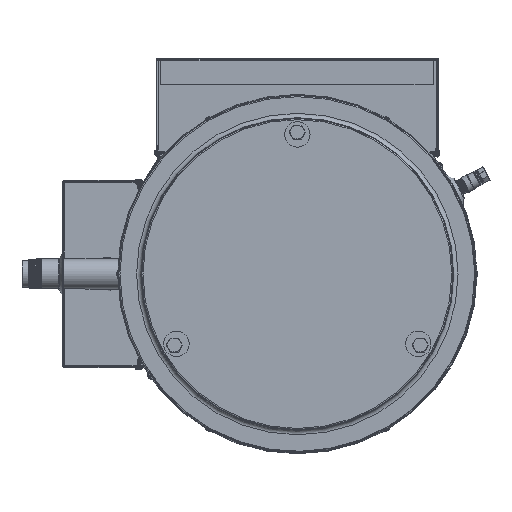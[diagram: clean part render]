
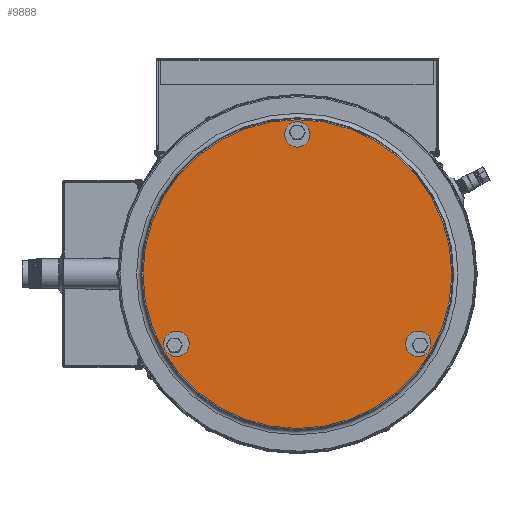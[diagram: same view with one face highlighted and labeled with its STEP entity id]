
A CAD part, front view. The second image highlights one B-rep face of the part: STEP entity #9888.
In plain terms, the highlighted planar face has unit normal (0, -1, 0).
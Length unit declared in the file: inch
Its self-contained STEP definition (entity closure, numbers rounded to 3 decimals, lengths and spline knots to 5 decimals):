
#928 = EDGE_CURVE ( 'NONE', #111395, #111395, #4324, .T. ) ;
#4324 = CIRCLE ( 'NONE', #76297, 1. ) ;
#7178 = EDGE_CURVE ( 'NONE', #155622, #155622, #72970, .T. ) ;
#7584 = CIRCLE ( 'NONE', #48718, 12.16318 ) ;
#9888 = ADVANCED_FACE ( 'NONE', ( #150452, #89918, #14325, #114158 ), #65009, .T. ) ;
#12510 = EDGE_LOOP ( 'NONE', ( #19865 ) ) ;
#14325 = FACE_BOUND ( 'NONE', #141389, .T. ) ;
#16392 = DIRECTION ( 'NONE',  ( 0., 1., 0. ) ) ;
#18725 = VERTEX_POINT ( 'NONE', #142692 ) ;
#19865 = ORIENTED_EDGE ( 'NONE', *, *, #82327, .T. ) ;
#26003 = AXIS2_PLACEMENT_3D ( 'NONE', #42127, #16392, #103374 ) ;
#31685 = ORIENTED_EDGE ( 'NONE', *, *, #928, .T. ) ;
#40048 = DIRECTION ( 'NONE',  ( 0., -1., 0. ) ) ;
#40619 = DIRECTION ( 'NONE',  ( 0., 0., 1. ) ) ;
#42127 = CARTESIAN_POINT ( 'NONE',  ( -9.52628, 1.4701, -5.5 ) ) ;
#48718 = AXIS2_PLACEMENT_3D ( 'NONE', #115506, #64787, #40619 ) ;
#50248 = CARTESIAN_POINT ( 'NONE',  ( 9.52628, 1.4701, -4.5 ) ) ;
#57436 = AXIS2_PLACEMENT_3D ( 'NONE', #73364, #122475, #100723 ) ;
#64787 = DIRECTION ( 'NONE',  ( 0., -1., 0. ) ) ;
#65009 = PLANE ( 'NONE',  #138976 ) ;
#67386 = EDGE_LOOP ( 'NONE', ( #31685 ) ) ;
#68355 = ORIENTED_EDGE ( 'NONE', *, *, #137445, .T. ) ;
#72970 = CIRCLE ( 'NONE', #57436, 1. ) ;
#73364 = CARTESIAN_POINT ( 'NONE',  ( 0., 1.4701, 11. ) ) ;
#76297 = AXIS2_PLACEMENT_3D ( 'NONE', #148151, #121525, #86845 ) ;
#82327 = EDGE_CURVE ( 'NONE', #18725, #18725, #136475, .T. ) ;
#86845 = DIRECTION ( 'NONE',  ( 0., 0., 1. ) ) ;
#89139 = DIRECTION ( 'NONE',  ( 0., 0., 1. ) ) ;
#89918 = FACE_BOUND ( 'NONE', #12510, .T. ) ;
#93567 = VERTEX_POINT ( 'NONE', #144316 ) ;
#94338 = CARTESIAN_POINT ( 'NONE',  ( 0., 1.4701, 12. ) ) ;
#98899 = ORIENTED_EDGE ( 'NONE', *, *, #7178, .T. ) ;
#100723 = DIRECTION ( 'NONE',  ( 0., 0., 1. ) ) ;
#103374 = DIRECTION ( 'NONE',  ( 0., 0., 1. ) ) ;
#111395 = VERTEX_POINT ( 'NONE', #50248 ) ;
#114158 = FACE_OUTER_BOUND ( 'NONE', #134043, .T. ) ;
#115506 = CARTESIAN_POINT ( 'NONE',  ( 0., 1.4701, 0. ) ) ;
#121525 = DIRECTION ( 'NONE',  ( 0., 1., 0. ) ) ;
#122475 = DIRECTION ( 'NONE',  ( 0., 1., 0. ) ) ;
#134043 = EDGE_LOOP ( 'NONE', ( #68355 ) ) ;
#136475 = CIRCLE ( 'NONE', #26003, 1. ) ;
#137445 = EDGE_CURVE ( 'NONE', #93567, #93567, #7584, .T. ) ;
#138976 = AXIS2_PLACEMENT_3D ( 'NONE', #149663, #40048, #89139 ) ;
#141389 = EDGE_LOOP ( 'NONE', ( #98899 ) ) ;
#142692 = CARTESIAN_POINT ( 'NONE',  ( -9.52628, 1.4701, -4.5 ) ) ;
#144316 = CARTESIAN_POINT ( 'NONE',  ( 0., 1.4701, 12.16318 ) ) ;
#148151 = CARTESIAN_POINT ( 'NONE',  ( 9.52628, 1.4701, -5.5 ) ) ;
#149663 = CARTESIAN_POINT ( 'NONE',  ( 0., 1.4701, 0. ) ) ;
#150452 = FACE_BOUND ( 'NONE', #67386, .T. ) ;
#155622 = VERTEX_POINT ( 'NONE', #94338 ) ;
